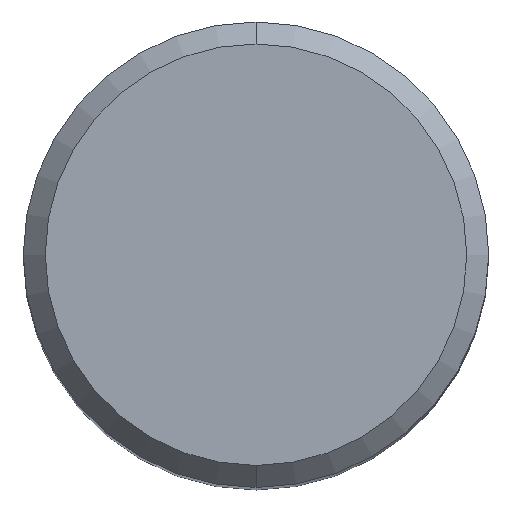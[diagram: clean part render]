
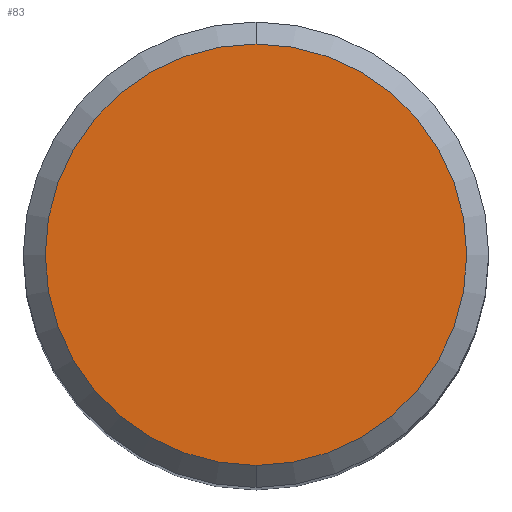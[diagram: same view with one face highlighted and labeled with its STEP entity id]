
A CAD part, top view. The second image highlights one B-rep face of the part: STEP entity #83.
In plain terms, the highlighted planar face has unit normal (0, 0, 1).
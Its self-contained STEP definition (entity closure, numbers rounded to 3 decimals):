
#59=PLANE('',#508);
#83=ADVANCED_FACE('',(#108),#59,.F.);
#108=FACE_OUTER_BOUND('',#133,.T.);
#133=EDGE_LOOP('',(#202,#203));
#202=ORIENTED_EDGE('',*,*,#291,.T.);
#203=ORIENTED_EDGE('',*,*,#290,.T.);
#251=VERTEX_POINT('',#763);
#252=VERTEX_POINT('',#765);
#290=EDGE_CURVE('',#251,#252,#320,.T.);
#291=EDGE_CURVE('',#252,#251,#321,.T.);
#320=CIRCLE('',#505,14.375);
#321=CIRCLE('',#507,14.375);
#505=AXIS2_PLACEMENT_3D('',#766,#639,#640);
#507=AXIS2_PLACEMENT_3D('',#768,#643,#644);
#508=AXIS2_PLACEMENT_3D('',#769,#645,#646);
#639=DIRECTION('',(0.,0.,1.));
#640=DIRECTION('',(0.,-1.,0.));
#643=DIRECTION('',(0.,0.,1.));
#644=DIRECTION('',(0.,1.,0.));
#645=DIRECTION('',(0.,0.,-1.));
#646=DIRECTION('',(0.,-1.,0.));
#763=CARTESIAN_POINT('',(0.,-14.375,0.));
#765=CARTESIAN_POINT('',(0.,14.375,0.));
#766=CARTESIAN_POINT('',(0.,0.,0.));
#768=CARTESIAN_POINT('',(0.,0.,0.));
#769=CARTESIAN_POINT('',(0.,0.,0.));
